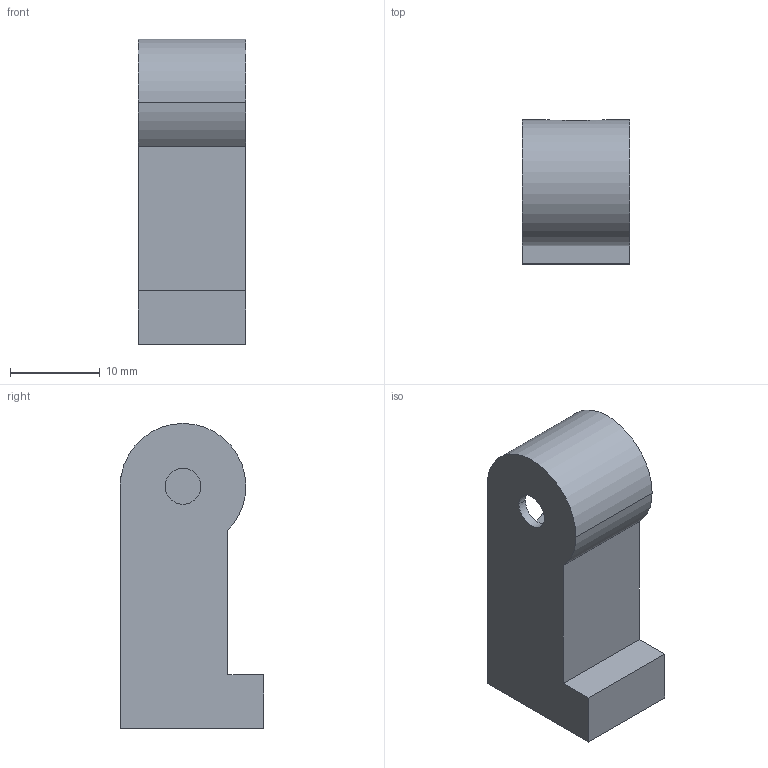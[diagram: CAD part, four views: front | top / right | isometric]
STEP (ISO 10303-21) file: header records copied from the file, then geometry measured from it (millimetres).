
FILE_DESCRIPTION(('CATIA V5 STEP Exchange'),'2;1');
FILE_NAME('picior stinga.stp','2010-11-04T22:20:17+00:00',('none'),('none'),'CATIA Version 5 Release 19 SP 2 (IN-10)','CATIA V5 STEP AP203','none');
FILE_SCHEMA(('CONFIG_CONTROL_DESIGN'));
Length unit declared in the file: millimetre
Products named in the file (1): picior stinga
Bounding box: 12 x 16 x 34 mm (x, y, z)
Volume: 2546.8 mm3; surface area: 2893.2 mm2
Topology: 1 solids, 1 shells, 24 faces, 66 edges, 41 vertices
Faces by surface type: plane 16, cylinder 8
Entity records: 765 total; most frequent: ORIENTED_EDGE 132, CARTESIAN_POINT 131, DIRECTION 101, EDGE_CURVE 66, VECTOR 47, LINE 47, VERTEX_POINT 41, AXIS2_PLACEMENT_3D 37
